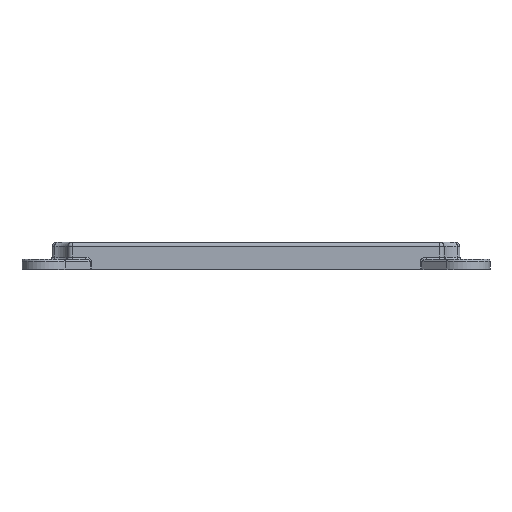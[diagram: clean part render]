
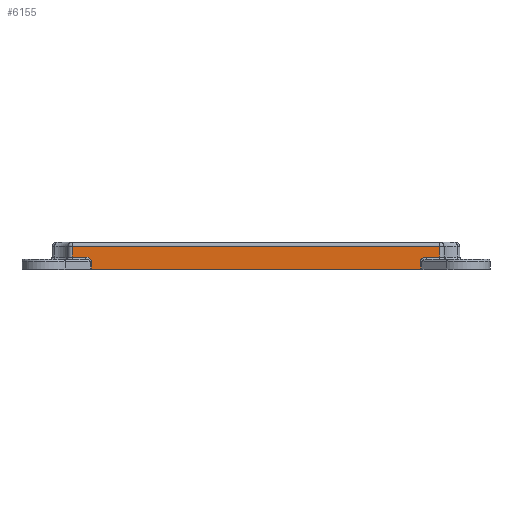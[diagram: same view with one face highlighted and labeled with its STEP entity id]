
A CAD part, top view. The second image highlights one B-rep face of the part: STEP entity #6155.
In plain terms, the highlighted planar face has unit normal (0, 0, 1).
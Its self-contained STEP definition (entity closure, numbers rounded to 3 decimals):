
#98 = CARTESIAN_POINT ( 'NONE',  ( 38.306, -4.5, 35. ) ) ;
#270 = CARTESIAN_POINT ( 'NONE',  ( 38.921, -3.5, 35. ) ) ;
#430 = EDGE_CURVE ( 'NONE', #2232, #7349, #3759, .T. ) ;
#550 = AXIS2_PLACEMENT_3D ( 'NONE', #9461, #954, #6879 ) ;
#612 = ORIENTED_EDGE ( 'NONE', *, *, #8571, .F. ) ;
#739 = VERTEX_POINT ( 'NONE', #1233 ) ;
#920 = VERTEX_POINT ( 'NONE', #4234 ) ;
#954 = DIRECTION ( 'NONE',  ( 0., 0., 1. ) ) ;
#1162 = EDGE_CURVE ( 'NONE', #4804, #920, #10940, .T. ) ;
#1233 = CARTESIAN_POINT ( 'NONE',  ( 42.843, -1., 35. ) ) ;
#1254 = EDGE_CURVE ( 'NONE', #739, #4464, #2949, .T. ) ;
#1576 = CARTESIAN_POINT ( 'NONE',  ( -38.306, -6.3, 35. ) ) ;
#1591 = VECTOR ( 'NONE', #2778, 1000. ) ;
#1642 = LINE ( 'NONE', #1870, #1591 ) ;
#1814 = CARTESIAN_POINT ( 'NONE',  ( -42.843, -3.5, 35. ) ) ;
#1870 = CARTESIAN_POINT ( 'NONE',  ( 42.843, -1., 35. ) ) ;
#2072 = ORIENTED_EDGE ( 'NONE', *, *, #8357, .T. ) ;
#2232 = VERTEX_POINT ( 'NONE', #10733 ) ;
#2359 = DIRECTION ( 'NONE',  ( -1., 0., 0. ) ) ;
#2778 = DIRECTION ( 'NONE',  ( 0., 1., 0. ) ) ;
#2944 = VERTEX_POINT ( 'NONE', #3483 ) ;
#2949 = LINE ( 'NONE', #3491, #3451 ) ;
#3312 = FACE_OUTER_BOUND ( 'NONE', #9377, .T. ) ;
#3402 = DIRECTION ( 'NONE',  ( 0., -1., 0. ) ) ;
#3451 = VECTOR ( 'NONE', #2359, 1000. ) ;
#3483 = CARTESIAN_POINT ( 'NONE',  ( 42.843, -3.5, 35. ) ) ;
#3491 = CARTESIAN_POINT ( 'NONE',  ( -44.5, -1., 35. ) ) ;
#3615 = VECTOR ( 'NONE', #3402, 1000. ) ;
#3739 = EDGE_CURVE ( 'NONE', #6097, #4804, #5885, .T. ) ;
#3753 = CARTESIAN_POINT ( 'NONE',  ( 47.5, -3.5, 35. ) ) ;
#3759 = LINE ( 'NONE', #1576, #3615 ) ;
#4234 = CARTESIAN_POINT ( 'NONE',  ( 39.79, -3.5, 35. ) ) ;
#4266 = ORIENTED_EDGE ( 'NONE', *, *, #1162, .T. ) ;
#4377 = VECTOR ( 'NONE', #9726, 1000. ) ;
#4464 = VERTEX_POINT ( 'NONE', #5271 ) ;
#4525 = EDGE_CURVE ( 'NONE', #2944, #739, #1642, .T. ) ;
#4640 = VERTEX_POINT ( 'NONE', #4833 ) ;
#4774 = LINE ( 'NONE', #3753, #4377 ) ;
#4804 = VERTEX_POINT ( 'NONE', #8365 ) ;
#4833 = CARTESIAN_POINT ( 'NONE',  ( -39.79, -3.5, 35. ) ) ;
#4867 = CARTESIAN_POINT ( 'NONE',  ( -38.306, -3.914, 35. ) ) ;
#5085 = CARTESIAN_POINT ( 'NONE',  ( 38.306, -6.3, 35. ) ) ;
#5262 = ORIENTED_EDGE ( 'NONE', *, *, #6457, .T. ) ;
#5271 = CARTESIAN_POINT ( 'NONE',  ( -42.843, -1., 35. ) ) ;
#5395 = ORIENTED_EDGE ( 'NONE', *, *, #6868, .T. ) ;
#5835 = VECTOR ( 'NONE', #9245, 1000. ) ;
#5885 = LINE ( 'NONE', #98, #5923 ) ;
#5923 = VECTOR ( 'NONE', #6003, 1000. ) ;
#6003 = DIRECTION ( 'NONE',  ( 0., 1., 0. ) ) ;
#6097 = VERTEX_POINT ( 'NONE', #5085 ) ;
#6155 = ADVANCED_FACE ( 'NONE', ( #3312 ), #7646, .T. ) ;
#6211 = CARTESIAN_POINT ( 'NONE',  ( 38.306, -4.5, 35. ) ) ;
#6376 = CARTESIAN_POINT ( 'NONE',  ( 38.306, -3.914, 35. ) ) ;
#6457 = EDGE_CURVE ( 'NONE', #4640, #2232, #8756, .T. ) ;
#6868 = EDGE_CURVE ( 'NONE', #7686, #4640, #4774, .T. ) ;
#6879 = DIRECTION ( 'NONE',  ( 1., 0., 0. ) ) ;
#6884 = LINE ( 'NONE', #7488, #5835 ) ;
#7115 = ORIENTED_EDGE ( 'NONE', *, *, #430, .T. ) ;
#7349 = VERTEX_POINT ( 'NONE', #10651 ) ;
#7421 = ORIENTED_EDGE ( 'NONE', *, *, #9633, .T. ) ;
#7488 = CARTESIAN_POINT ( 'NONE',  ( 47.5, -6.3, 35. ) ) ;
#7550 = LINE ( 'NONE', #9819, #7806 ) ;
#7646 = PLANE ( 'NONE',  #550 ) ;
#7686 = VERTEX_POINT ( 'NONE', #1814 ) ;
#7726 = ORIENTED_EDGE ( 'NONE', *, *, #4525, .T. ) ;
#7806 = VECTOR ( 'NONE', #10662, 1000. ) ;
#8010 = CARTESIAN_POINT ( 'NONE',  ( -38.921, -3.5, 35. ) ) ;
#8357 = EDGE_CURVE ( 'NONE', #920, #2944, #10535, .T. ) ;
#8365 = CARTESIAN_POINT ( 'NONE',  ( 38.306, -4.5, 35. ) ) ;
#8571 = EDGE_CURVE ( 'NONE', #6097, #7349, #6884, .T. ) ;
#8756 =( BOUNDED_CURVE ( )  B_SPLINE_CURVE ( 3, ( #9095, #8010, #4867, #10853 ),
 .UNSPECIFIED., .F., .F. ) 
 B_SPLINE_CURVE_WITH_KNOTS ( ( 4, 4 ),
 ( 4.712, 6.283 ),
 .UNSPECIFIED. ) 
 CURVE ( )  GEOMETRIC_REPRESENTATION_ITEM ( )  RATIONAL_B_SPLINE_CURVE ( ( 1., 0.805, 0.805, 1. ) ) 
 REPRESENTATION_ITEM ( '' )  );
#8933 = ORIENTED_EDGE ( 'NONE', *, *, #3739, .T. ) ;
#9095 = CARTESIAN_POINT ( 'NONE',  ( -39.79, -3.5, 35. ) ) ;
#9245 = DIRECTION ( 'NONE',  ( -1., 0., 0. ) ) ;
#9377 = EDGE_LOOP ( 'NONE', ( #612, #8933, #4266, #2072, #7726, #10315, #7421, #5395, #5262, #7115 ) ) ;
#9461 = CARTESIAN_POINT ( 'NONE',  ( 47.5, -23.5, 35. ) ) ;
#9633 = EDGE_CURVE ( 'NONE', #4464, #7686, #7550, .T. ) ;
#9638 = CARTESIAN_POINT ( 'NONE',  ( 47.5, -3.5, 35. ) ) ;
#9726 = DIRECTION ( 'NONE',  ( 1., 0., 0. ) ) ;
#9819 = CARTESIAN_POINT ( 'NONE',  ( -42.843, -4., 35. ) ) ;
#10315 = ORIENTED_EDGE ( 'NONE', *, *, #1254, .T. ) ;
#10337 = CARTESIAN_POINT ( 'NONE',  ( 39.79, -3.5, 35. ) ) ;
#10500 = DIRECTION ( 'NONE',  ( 1., 0., 0. ) ) ;
#10535 = LINE ( 'NONE', #9638, #10949 ) ;
#10651 = CARTESIAN_POINT ( 'NONE',  ( -38.306, -6.3, 35. ) ) ;
#10662 = DIRECTION ( 'NONE',  ( 0., -1., 0. ) ) ;
#10733 = CARTESIAN_POINT ( 'NONE',  ( -38.306, -4.5, 35. ) ) ;
#10853 = CARTESIAN_POINT ( 'NONE',  ( -38.306, -4.5, 35. ) ) ;
#10940 =( BOUNDED_CURVE ( )  B_SPLINE_CURVE ( 3, ( #6211, #6376, #270, #10337 ),
 .UNSPECIFIED., .F., .T. ) 
 B_SPLINE_CURVE_WITH_KNOTS ( ( 4, 4 ),
 ( 3.142, 4.712 ),
 .UNSPECIFIED. ) 
 CURVE ( )  GEOMETRIC_REPRESENTATION_ITEM ( )  RATIONAL_B_SPLINE_CURVE ( ( 1., 0.805, 0.805, 1. ) ) 
 REPRESENTATION_ITEM ( '' )  );
#10949 = VECTOR ( 'NONE', #10500, 1000. ) ;
